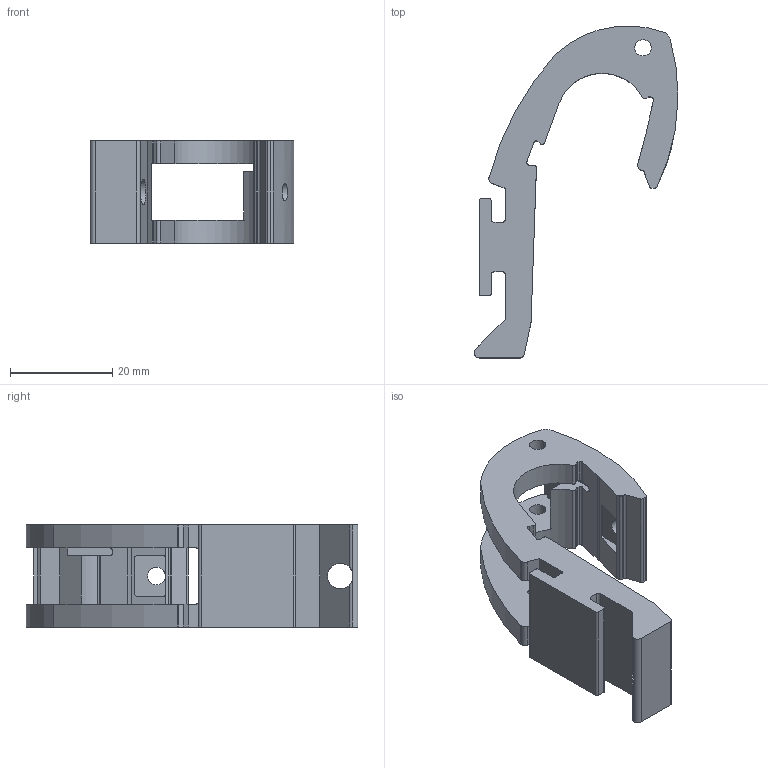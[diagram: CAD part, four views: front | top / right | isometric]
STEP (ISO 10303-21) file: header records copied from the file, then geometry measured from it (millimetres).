
FILE_DESCRIPTION (( 'STEP AP203' ), '1' );
FILE_NAME ('Y18_300 Hook V4 20190506.STEP', '2019-05-06T10:19:27', ( '' ), ( '' ), 'SwSTEP 2.0', 'SolidWorks 2018', '' );
FILE_SCHEMA (( 'CONFIG_CONTROL_DESIGN' ));
Length unit declared in the file: millimetre
Products named in the file (1): Y18_300 Hook V4 20190506
Bounding box: 39.93 x 64.97 x 20 mm (x, y, z)
Volume: 10977.1 mm3; surface area: 6804.2 mm2
Topology: 1 solids, 1 shells, 111 faces, 336 edges, 223 vertices
Faces by surface type: cylinder 61, plane 50
Entity records: 3955 total; most frequent: CARTESIAN_POINT 778, ORIENTED_EDGE 672, DIRECTION 654, EDGE_CURVE 336, AXIS2_PLACEMENT_3D 223, VERTEX_POINT 223, VECTOR 208, LINE 208
